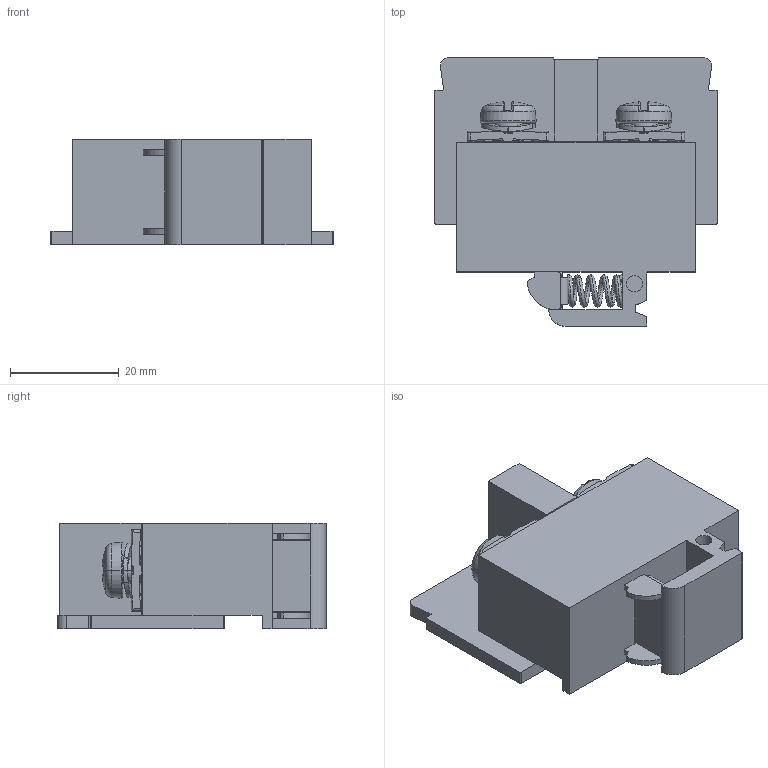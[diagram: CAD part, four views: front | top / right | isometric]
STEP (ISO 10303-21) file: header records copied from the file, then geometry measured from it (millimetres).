
FILE_DESCRIPTION((''),'2;1');
FILE_NAME('PRT0003','2023-11-07T',('dell'),(''),'PRO/ENGINEER BY PARAMETRIC TECHNOLOGY CORPORATION, 2013230','PRO/ENGINEER BY PARAMETRIC TECHNOLOGY CORPORATION, 2013230','');
FILE_SCHEMA(('AUTOMOTIVE_DESIGN { 1 0 10303 214 1 1 1 1 }'));
Length unit declared in the file: millimetre
Products named in the file (1): PRT0003
Bounding box: 52 x 49.5 x 19.5 mm (x, y, z)
Volume: 27213.3 mm3; surface area: 11154.2 mm2
Topology: 3 solids, 4 shells, 558 faces, 1434 edges, 873 vertices
Faces by surface type: bspline 154, cylinder 147, plane 147, torus 62, sphere 26, cone 20, extrusion 2
Entity records: 26153 total; most frequent: CARTESIAN_POINT 13410, ORIENTED_EDGE 2848, DIRECTION 2372, EDGE_CURVE 1424, AXIS2_PLACEMENT_3D 893, VERTEX_POINT 873, VECTOR 586, LINE 584
